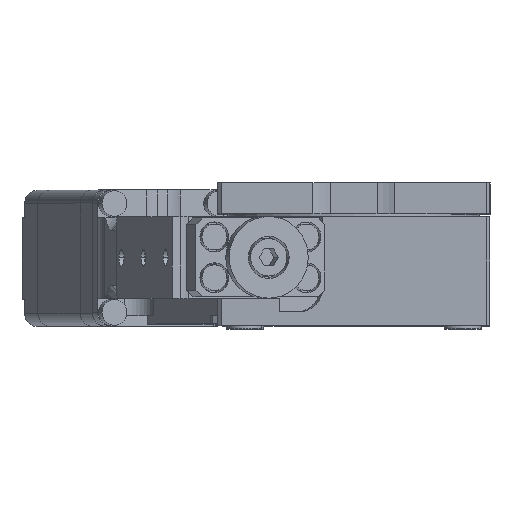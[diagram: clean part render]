
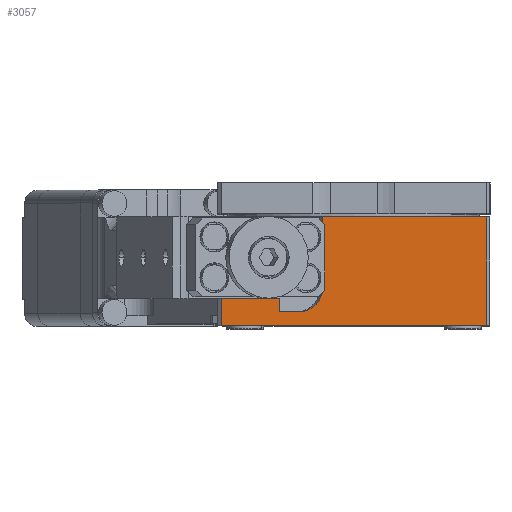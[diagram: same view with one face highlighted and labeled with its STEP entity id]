
A CAD part, top view. The second image highlights one B-rep face of the part: STEP entity #3057.
In plain terms, the highlighted face is planar.
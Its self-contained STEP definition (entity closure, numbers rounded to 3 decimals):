
#232 = VERTEX_POINT ( 'NONE', #4904 ) ;
#397 = ORIENTED_EDGE ( 'NONE', *, *, #1885, .F. ) ;
#637 = CARTESIAN_POINT ( 'NONE',  ( 20., 2.5, 8.203 ) ) ;
#1143 = VERTEX_POINT ( 'NONE', #8935 ) ;
#1390 = VERTEX_POINT ( 'NONE', #1876 ) ;
#1413 = VECTOR ( 'NONE', #8635, 1000. ) ;
#1876 = CARTESIAN_POINT ( 'NONE',  ( 20., 0.5, -19.5 ) ) ;
#1885 = EDGE_CURVE ( 'NONE', #232, #1143, #3679, .T. ) ;
#1962 = PLANE ( 'NONE',  #10288 ) ;
#2048 = CARTESIAN_POINT ( 'NONE',  ( 20., 16.5, 10.89 ) ) ;
#2125 = LINE ( 'NONE', #11718, #11429 ) ;
#2171 = EDGE_CURVE ( 'NONE', #10320, #1390, #10164, .T. ) ;
#2263 = VECTOR ( 'NONE', #10046, 1000. ) ;
#2407 = ORIENTED_EDGE ( 'NONE', *, *, #2171, .T. ) ;
#2468 = DIRECTION ( 'NONE',  ( 0., 1., 0. ) ) ;
#2826 = DIRECTION ( 'NONE',  ( 0., 0., 1. ) ) ;
#2960 = ORIENTED_EDGE ( 'NONE', *, *, #11309, .T. ) ;
#3057 = ADVANCED_FACE ( 'NONE', ( #3811 ), #1962, .F. ) ;
#3066 = VECTOR ( 'NONE', #9238, 1000. ) ;
#3086 = ORIENTED_EDGE ( 'NONE', *, *, #4173, .F. ) ;
#3262 = DIRECTION ( 'NONE',  ( 0., 0., -1. ) ) ;
#3303 = VECTOR ( 'NONE', #4395, 1000. ) ;
#3679 = LINE ( 'NONE', #7234, #2263 ) ;
#3692 = DIRECTION ( 'NONE',  ( -1., 0., 0. ) ) ;
#3811 = FACE_OUTER_BOUND ( 'NONE', #8933, .T. ) ;
#4141 = LINE ( 'NONE', #2048, #8361 ) ;
#4173 = EDGE_CURVE ( 'NONE', #5541, #10632, #11809, .T. ) ;
#4191 = ORIENTED_EDGE ( 'NONE', *, *, #5598, .T. ) ;
#4205 = CARTESIAN_POINT ( 'NONE',  ( 20., 16.5, -19.5 ) ) ;
#4395 = DIRECTION ( 'NONE',  ( 0., -1., 0. ) ) ;
#4904 = CARTESIAN_POINT ( 'NONE',  ( 20., 4.5, 10.89 ) ) ;
#4956 = CARTESIAN_POINT ( 'NONE',  ( 20., 16.5, -19.5 ) ) ;
#5158 = ORIENTED_EDGE ( 'NONE', *, *, #10852, .F. ) ;
#5254 = CARTESIAN_POINT ( 'NONE',  ( 20., 3.95, 4.58 ) ) ;
#5421 = CARTESIAN_POINT ( 'NONE',  ( 20., 4.5, 19.5 ) ) ;
#5531 = CARTESIAN_POINT ( 'NONE',  ( 20., 16.5, 4.58 ) ) ;
#5541 = VERTEX_POINT ( 'NONE', #11919 ) ;
#5598 = EDGE_CURVE ( 'NONE', #232, #11642, #2125, .T. ) ;
#5635 = EDGE_CURVE ( 'NONE', #11112, #1390, #6900, .T. ) ;
#5795 = DIRECTION ( 'NONE',  ( 0., 0., -1. ) ) ;
#5816 = DIRECTION ( 'NONE',  ( 0., 0., 1. ) ) ;
#6137 = CARTESIAN_POINT ( 'NONE',  ( 20., 16.5, 4.58 ) ) ;
#6404 = VERTEX_POINT ( 'NONE', #7113 ) ;
#6868 = ORIENTED_EDGE ( 'NONE', *, *, #6903, .F. ) ;
#6900 = LINE ( 'NONE', #4956, #1413 ) ;
#6903 = EDGE_CURVE ( 'NONE', #6404, #5541, #12028, .T. ) ;
#7113 = CARTESIAN_POINT ( 'NONE',  ( 20., 2.5, 8.203 ) ) ;
#7149 = CARTESIAN_POINT ( 'NONE',  ( 20., 2.5, 6.081 ) ) ;
#7231 = ORIENTED_EDGE ( 'NONE', *, *, #9708, .F. ) ;
#7234 = CARTESIAN_POINT ( 'NONE',  ( 20., 4.5, 10.89 ) ) ;
#7748 = ORIENTED_EDGE ( 'NONE', *, *, #5635, .F. ) ;
#7972 = VECTOR ( 'NONE', #3262, 1000. ) ;
#7988 = LINE ( 'NONE', #8954, #7972 ) ;
#8361 = VECTOR ( 'NONE', #5795, 1000. ) ;
#8635 = DIRECTION ( 'NONE',  ( 0., -1., 0. ) ) ;
#8933 = EDGE_LOOP ( 'NONE', ( #5158, #397, #4191, #2960, #2407, #7748, #7231, #3086, #6868 ) ) ;
#8935 = CARTESIAN_POINT ( 'NONE',  ( 20., 2.5, 10.89 ) ) ;
#8954 = CARTESIAN_POINT ( 'NONE',  ( 20., 2.5, 10.89 ) ) ;
#9238 = DIRECTION ( 'NONE',  ( 0., 0., -1. ) ) ;
#9708 = EDGE_CURVE ( 'NONE', #10632, #11112, #4141, .T. ) ;
#10046 = DIRECTION ( 'NONE',  ( 0., -1., 0. ) ) ;
#10098 = CARTESIAN_POINT ( 'NONE',  ( 20., 6., 4.58 ) ) ;
#10164 = LINE ( 'NONE', #10971, #3066 ) ;
#10288 = AXIS2_PLACEMENT_3D ( 'NONE', #12049, #3692, #2826 ) ;
#10320 = VERTEX_POINT ( 'NONE', #11517 ) ;
#10632 = VERTEX_POINT ( 'NONE', #5531 ) ;
#10714 = VECTOR ( 'NONE', #2468, 1000. ) ;
#10852 = EDGE_CURVE ( 'NONE', #1143, #6404, #7988, .T. ) ;
#10907 = CARTESIAN_POINT ( 'NONE',  ( 20., 4.5, 19.5 ) ) ;
#10971 = CARTESIAN_POINT ( 'NONE',  ( 20., 0.5, 10.89 ) ) ;
#11112 = VERTEX_POINT ( 'NONE', #4205 ) ;
#11309 = EDGE_CURVE ( 'NONE', #11642, #10320, #12082, .T. ) ;
#11429 = VECTOR ( 'NONE', #5816, 1000. ) ;
#11517 = CARTESIAN_POINT ( 'NONE',  ( 20., 0.5, 19.5 ) ) ;
#11642 = VERTEX_POINT ( 'NONE', #5421 ) ;
#11718 = CARTESIAN_POINT ( 'NONE',  ( 20., 4.5, 10.89 ) ) ;
#11809 = LINE ( 'NONE', #6137, #10714 ) ;
#11919 = CARTESIAN_POINT ( 'NONE',  ( 20., 6., 4.58 ) ) ;
#12028 =( BOUNDED_CURVE ( )  B_SPLINE_CURVE ( 3, ( #637, #7149, #5254, #10098 ),
 .UNSPECIFIED., .F., .F. ) 
 B_SPLINE_CURVE_WITH_KNOTS ( ( 4, 4 ),
 ( 1.571, 3.142 ),
 .UNSPECIFIED. ) 
 CURVE ( )  GEOMETRIC_REPRESENTATION_ITEM ( )  RATIONAL_B_SPLINE_CURVE ( ( 1., 0.805, 0.805, 1. ) ) 
 REPRESENTATION_ITEM ( '' )  );
#12049 = CARTESIAN_POINT ( 'NONE',  ( 20., 16.5, 10.89 ) ) ;
#12082 = LINE ( 'NONE', #10907, #3303 ) ;
